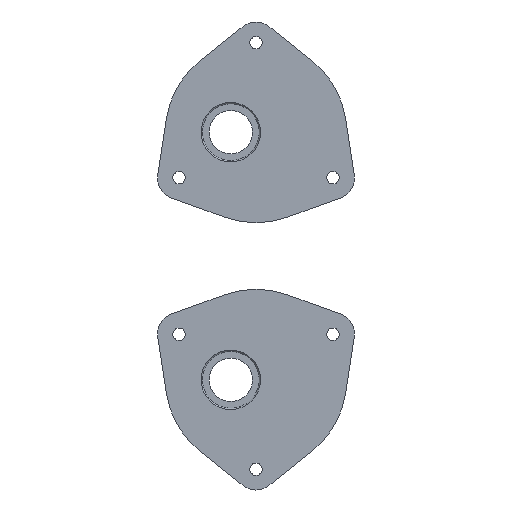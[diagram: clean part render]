
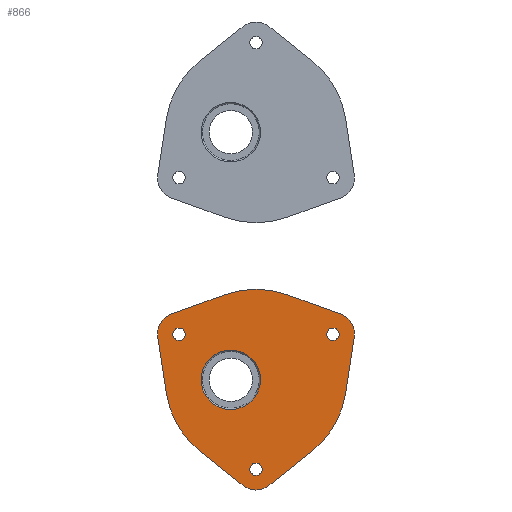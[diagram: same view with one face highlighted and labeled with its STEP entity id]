
A CAD part, left-side view. The second image highlights one B-rep face of the part: STEP entity #866.
In plain terms, the highlighted planar face has unit normal (-1, 0, 0).
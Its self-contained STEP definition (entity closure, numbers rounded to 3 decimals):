
#61=CARTESIAN_POINT('Vertex',(0.,79.345,34.137)) ;
#66=CARTESIAN_POINT('Axis2P3D Location',(0.,62.118,36.8)) ;
#70=CARTESIAN_POINT('Vertex',(0.,68.059,53.189)) ;
#101=CARTESIAN_POINT('Vertex',(0.,72.341,-11.181)) ;
#106=CARTESIAN_POINT('Line Origine',(0.,75.843,11.478)) ;
#128=CARTESIAN_POINT('Line Origine',(0.,46.504,61.003)) ;
#132=CARTESIAN_POINT('Vertex',(0.,24.948,68.817)) ;
#163=CARTESIAN_POINT('Vertex',(0.,45.701,-57.181)) ;
#168=CARTESIAN_POINT('Axis2P3D Location',(0.,0.,0.)) ;
#190=CARTESIAN_POINT('Axis2P3D Location',(0.,0.,0.)) ;
#194=CARTESIAN_POINT('Vertex',(0.,-24.948,68.817)) ;
#221=CARTESIAN_POINT('Line Origine',(0.,-46.503,61.003)) ;
#225=CARTESIAN_POINT('Vertex',(0.,-68.059,53.189)) ;
#252=CARTESIAN_POINT('Axis2P3D Location',(0.,-62.118,36.8)) ;
#256=CARTESIAN_POINT('Vertex',(0.,-79.346,34.137)) ;
#283=CARTESIAN_POINT('Line Origine',(0.,-75.843,11.478)) ;
#287=CARTESIAN_POINT('Vertex',(0.,-72.341,-11.181)) ;
#309=CARTESIAN_POINT('Axis2P3D Location',(0.,0.,0.)) ;
#313=CARTESIAN_POINT('Vertex',(0.,-45.701,-57.181)) ;
#340=CARTESIAN_POINT('Line Origine',(0.,-28.095,-71.252)) ;
#344=CARTESIAN_POINT('Vertex',(0.,-10.489,-85.324)) ;
#371=CARTESIAN_POINT('Axis2P3D Location',(0.,0.,-72.2)) ;
#375=CARTESIAN_POINT('Vertex',(0.,10.489,-85.324)) ;
#402=CARTESIAN_POINT('Line Origine',(0.,28.095,-71.252)) ;
#437=CARTESIAN_POINT('Vertex',(0.,-57.118,36.8)) ;
#440=CARTESIAN_POINT('Axis2P3D Location',(0.,-62.118,36.8)) ;
#444=CARTESIAN_POINT('Vertex',(0.,-67.118,36.8)) ;
#464=CARTESIAN_POINT('Axis2P3D Location',(0.,-62.118,36.8)) ;
#494=CARTESIAN_POINT('Vertex',(0.,67.118,36.8)) ;
#497=CARTESIAN_POINT('Axis2P3D Location',(0.,62.118,36.8)) ;
#501=CARTESIAN_POINT('Vertex',(0.,57.118,36.8)) ;
#521=CARTESIAN_POINT('Axis2P3D Location',(0.,62.118,36.8)) ;
#551=CARTESIAN_POINT('Vertex',(0.,5.,-72.2)) ;
#554=CARTESIAN_POINT('Axis2P3D Location',(0.,0.,-72.2)) ;
#558=CARTESIAN_POINT('Vertex',(0.,-5.,-72.2)) ;
#578=CARTESIAN_POINT('Axis2P3D Location',(0.,0.,-72.2)) ;
#817=CARTESIAN_POINT('Axis2P3D Location',(0.,0.,0.)) ;
#836=CARTESIAN_POINT('Axis2P3D Location',(0.,20.382,0.)) ;
#840=CARTESIAN_POINT('Vertex',(0.,-3.618,0.)) ;
#842=CARTESIAN_POINT('Vertex',(0.,44.382,0.)) ;
#845=CARTESIAN_POINT('Axis2P3D Location',(0.,20.382,0.)) ;
#67=DIRECTION('Axis2P3D Direction',(1.,0.,0.)) ;
#107=DIRECTION('Vector Direction',(0.,0.153,0.988)) ;
#129=DIRECTION('Vector Direction',(0.,0.94,-0.341)) ;
#169=DIRECTION('Axis2P3D Direction',(1.,0.,0.)) ;
#191=DIRECTION('Axis2P3D Direction',(1.,0.,0.)) ;
#222=DIRECTION('Vector Direction',(0.,0.94,0.341)) ;
#253=DIRECTION('Axis2P3D Direction',(1.,0.,0.)) ;
#284=DIRECTION('Vector Direction',(0.,0.153,-0.988)) ;
#310=DIRECTION('Axis2P3D Direction',(1.,0.,0.)) ;
#341=DIRECTION('Vector Direction',(0.,0.781,-0.624)) ;
#372=DIRECTION('Axis2P3D Direction',(1.,0.,0.)) ;
#403=DIRECTION('Vector Direction',(0.,-0.781,-0.624)) ;
#441=DIRECTION('Axis2P3D Direction',(1.,0.,0.)) ;
#465=DIRECTION('Axis2P3D Direction',(1.,0.,0.)) ;
#498=DIRECTION('Axis2P3D Direction',(1.,0.,0.)) ;
#522=DIRECTION('Axis2P3D Direction',(1.,0.,0.)) ;
#555=DIRECTION('Axis2P3D Direction',(1.,0.,0.)) ;
#579=DIRECTION('Axis2P3D Direction',(1.,0.,0.)) ;
#818=DIRECTION('Axis2P3D Direction',(1.,0.,0.)) ;
#819=DIRECTION('Axis2P3D XDirection',(0.,1.,0.)) ;
#837=DIRECTION('Axis2P3D Direction',(1.,0.,0.)) ;
#846=DIRECTION('Axis2P3D Direction',(1.,0.,0.)) ;
#68=AXIS2_PLACEMENT_3D('Circle Axis2P3D',#66,#67,$) ;
#170=AXIS2_PLACEMENT_3D('Circle Axis2P3D',#168,#169,$) ;
#192=AXIS2_PLACEMENT_3D('Circle Axis2P3D',#190,#191,$) ;
#254=AXIS2_PLACEMENT_3D('Circle Axis2P3D',#252,#253,$) ;
#311=AXIS2_PLACEMENT_3D('Circle Axis2P3D',#309,#310,$) ;
#373=AXIS2_PLACEMENT_3D('Circle Axis2P3D',#371,#372,$) ;
#442=AXIS2_PLACEMENT_3D('Circle Axis2P3D',#440,#441,$) ;
#466=AXIS2_PLACEMENT_3D('Circle Axis2P3D',#464,#465,$) ;
#499=AXIS2_PLACEMENT_3D('Circle Axis2P3D',#497,#498,$) ;
#523=AXIS2_PLACEMENT_3D('Circle Axis2P3D',#521,#522,$) ;
#556=AXIS2_PLACEMENT_3D('Circle Axis2P3D',#554,#555,$) ;
#580=AXIS2_PLACEMENT_3D('Circle Axis2P3D',#578,#579,$) ;
#820=AXIS2_PLACEMENT_3D('Plane Axis2P3D',#817,#818,#819) ;
#838=AXIS2_PLACEMENT_3D('Circle Axis2P3D',#836,#837,$) ;
#847=AXIS2_PLACEMENT_3D('Circle Axis2P3D',#845,#846,$) ;
#823=ORIENTED_EDGE('',*,*,#110,.F.) ;
#824=ORIENTED_EDGE('',*,*,#172,.F.) ;
#825=ORIENTED_EDGE('',*,*,#406,.F.) ;
#826=ORIENTED_EDGE('',*,*,#377,.F.) ;
#827=ORIENTED_EDGE('',*,*,#346,.F.) ;
#828=ORIENTED_EDGE('',*,*,#315,.F.) ;
#829=ORIENTED_EDGE('',*,*,#289,.F.) ;
#830=ORIENTED_EDGE('',*,*,#258,.F.) ;
#831=ORIENTED_EDGE('',*,*,#227,.F.) ;
#832=ORIENTED_EDGE('',*,*,#196,.F.) ;
#833=ORIENTED_EDGE('',*,*,#134,.F.) ;
#834=ORIENTED_EDGE('',*,*,#72,.F.) ;
#851=ORIENTED_EDGE('',*,*,#844,.F.) ;
#852=ORIENTED_EDGE('',*,*,#849,.F.) ;
#855=ORIENTED_EDGE('',*,*,#468,.T.) ;
#856=ORIENTED_EDGE('',*,*,#446,.T.) ;
#859=ORIENTED_EDGE('',*,*,#525,.T.) ;
#860=ORIENTED_EDGE('',*,*,#503,.T.) ;
#863=ORIENTED_EDGE('',*,*,#582,.T.) ;
#864=ORIENTED_EDGE('',*,*,#560,.T.) ;
#853=FACE_BOUND('',#850,.T.) ;
#857=FACE_BOUND('',#854,.T.) ;
#861=FACE_BOUND('',#858,.T.) ;
#865=FACE_BOUND('',#862,.T.) ;
#108=VECTOR('Line Direction',#107,1.) ;
#130=VECTOR('Line Direction',#129,1.) ;
#223=VECTOR('Line Direction',#222,1.) ;
#285=VECTOR('Line Direction',#284,1.) ;
#342=VECTOR('Line Direction',#341,1.) ;
#404=VECTOR('Line Direction',#403,1.) ;
#866=ADVANCED_FACE('coupelle G',(#835,#853,#857,#861,#865),#821,.F.) ;
#69=CIRCLE('generated circle',#68,17.432) ;
#171=CIRCLE('generated circle',#170,73.2) ;
#193=CIRCLE('generated circle',#192,73.2) ;
#255=CIRCLE('generated circle',#254,17.432) ;
#312=CIRCLE('generated circle',#311,73.2) ;
#374=CIRCLE('generated circle',#373,16.8) ;
#443=CIRCLE('generated circle',#442,5.) ;
#467=CIRCLE('generated circle',#466,5.) ;
#500=CIRCLE('generated circle',#499,5.) ;
#524=CIRCLE('generated circle',#523,5.) ;
#557=CIRCLE('generated circle',#556,5.) ;
#581=CIRCLE('generated circle',#580,5.) ;
#839=CIRCLE('generated circle',#838,24.) ;
#848=CIRCLE('generated circle',#847,24.) ;
#72=EDGE_CURVE('',#62,#71,#69,.T.) ;
#110=EDGE_CURVE('',#102,#62,#109,.T.) ;
#134=EDGE_CURVE('',#71,#133,#131,.F.) ;
#172=EDGE_CURVE('',#164,#102,#171,.T.) ;
#196=EDGE_CURVE('',#133,#195,#193,.T.) ;
#227=EDGE_CURVE('',#195,#226,#224,.F.) ;
#258=EDGE_CURVE('',#226,#257,#255,.T.) ;
#289=EDGE_CURVE('',#257,#288,#286,.T.) ;
#315=EDGE_CURVE('',#288,#314,#312,.T.) ;
#346=EDGE_CURVE('',#314,#345,#343,.T.) ;
#377=EDGE_CURVE('',#345,#376,#374,.T.) ;
#406=EDGE_CURVE('',#376,#164,#405,.F.) ;
#446=EDGE_CURVE('',#445,#438,#443,.T.) ;
#468=EDGE_CURVE('',#438,#445,#467,.T.) ;
#503=EDGE_CURVE('',#502,#495,#500,.T.) ;
#525=EDGE_CURVE('',#495,#502,#524,.T.) ;
#560=EDGE_CURVE('',#559,#552,#557,.T.) ;
#582=EDGE_CURVE('',#552,#559,#581,.T.) ;
#844=EDGE_CURVE('',#841,#843,#839,.F.) ;
#849=EDGE_CURVE('',#843,#841,#848,.F.) ;
#822=EDGE_LOOP('',(#823,#824,#825,#826,#827,#828,#829,#830,#831,#832,#833,#834)) ;
#850=EDGE_LOOP('',(#851,#852)) ;
#854=EDGE_LOOP('',(#855,#856)) ;
#858=EDGE_LOOP('',(#859,#860)) ;
#862=EDGE_LOOP('',(#863,#864)) ;
#835=FACE_OUTER_BOUND('',#822,.T.) ;
#109=LINE('Line',#106,#108) ;
#131=LINE('Line',#128,#130) ;
#224=LINE('Line',#221,#223) ;
#286=LINE('Line',#283,#285) ;
#343=LINE('Line',#340,#342) ;
#405=LINE('Line',#402,#404) ;
#821=PLANE('Plane',#820) ;
#62=VERTEX_POINT('',#61) ;
#71=VERTEX_POINT('',#70) ;
#102=VERTEX_POINT('',#101) ;
#133=VERTEX_POINT('',#132) ;
#164=VERTEX_POINT('',#163) ;
#195=VERTEX_POINT('',#194) ;
#226=VERTEX_POINT('',#225) ;
#257=VERTEX_POINT('',#256) ;
#288=VERTEX_POINT('',#287) ;
#314=VERTEX_POINT('',#313) ;
#345=VERTEX_POINT('',#344) ;
#376=VERTEX_POINT('',#375) ;
#438=VERTEX_POINT('',#437) ;
#445=VERTEX_POINT('',#444) ;
#495=VERTEX_POINT('',#494) ;
#502=VERTEX_POINT('',#501) ;
#552=VERTEX_POINT('',#551) ;
#559=VERTEX_POINT('',#558) ;
#841=VERTEX_POINT('',#840) ;
#843=VERTEX_POINT('',#842) ;
